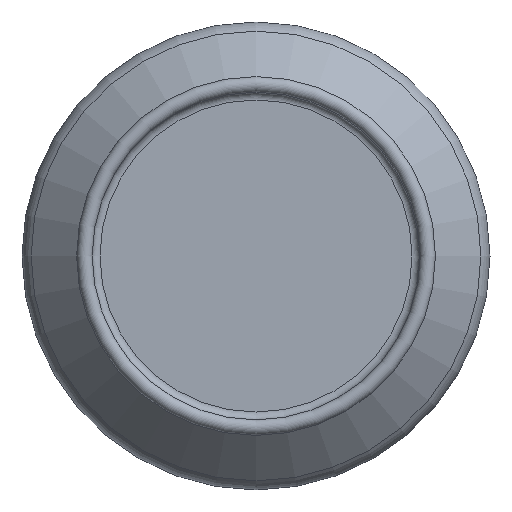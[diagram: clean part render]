
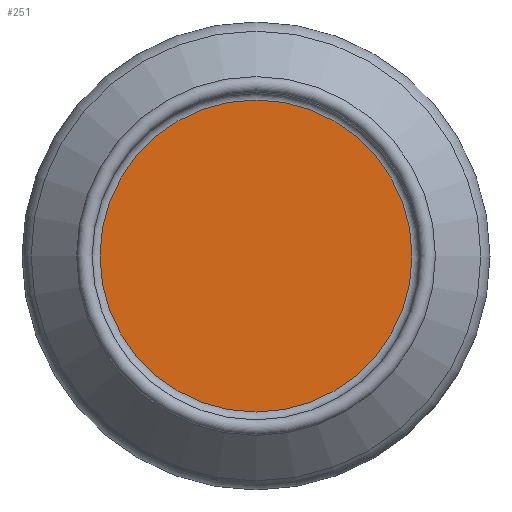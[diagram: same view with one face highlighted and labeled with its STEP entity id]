
A CAD part, left-side view. The second image highlights one B-rep face of the part: STEP entity #251.
In plain terms, the highlighted planar face has unit normal (-1, 0, 0).
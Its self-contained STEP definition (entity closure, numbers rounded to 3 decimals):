
#16=PLANE('',#298);
#47=FACE_OUTER_BOUND('',#63,.T.);
#63=EDGE_LOOP('',(#203));
#88=CIRCLE('',#296,100.);
#116=VERTEX_POINT('',#461);
#146=EDGE_CURVE('',#116,#116,#88,.T.);
#203=ORIENTED_EDGE('',*,*,#146,.F.);
#251=ADVANCED_FACE('',(#47),#16,.T.);
#296=AXIS2_PLACEMENT_3D('',#462,#370,#371);
#298=AXIS2_PLACEMENT_3D('',#464,#374,#375);
#370=DIRECTION('center_axis',(1.,0.,0.));
#371=DIRECTION('ref_axis',(0.,-1.,0.));
#374=DIRECTION('center_axis',(-1.,0.,0.));
#375=DIRECTION('ref_axis',(0.,-1.,0.));
#461=CARTESIAN_POINT('',(-955.,869.746,1414.3));
#462=CARTESIAN_POINT('Origin',(-955.,869.746,1314.3));
#464=CARTESIAN_POINT('Origin',(-955.,869.746,1314.3));
